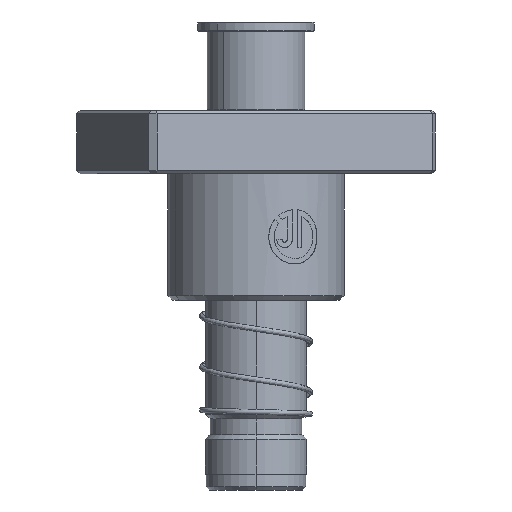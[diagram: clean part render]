
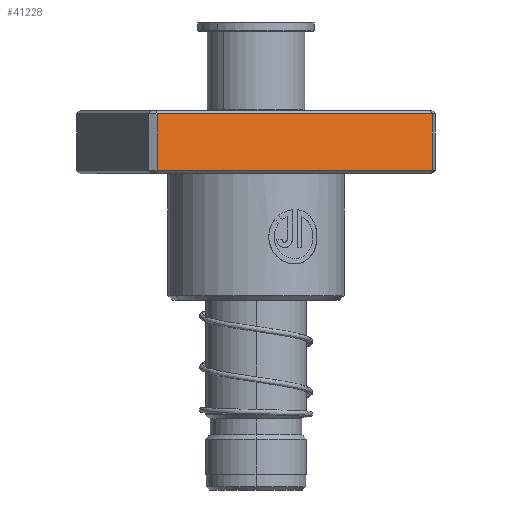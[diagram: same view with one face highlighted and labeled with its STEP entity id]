
A CAD part, left-side view. The second image highlights one B-rep face of the part: STEP entity #41228.
In plain terms, the highlighted face is planar.
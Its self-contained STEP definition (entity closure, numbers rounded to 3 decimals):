
#1501 = EDGE_LOOP ( 'NONE', ( #47228, #18628, #40863, #24065 ) ) ;
#2200 = CARTESIAN_POINT ( 'NONE',  ( -48., 29., 20. ) ) ;
#9005 = DIRECTION ( 'NONE',  ( -1., 0., 0. ) ) ;
#9193 = LINE ( 'NONE', #31844, #28444 ) ;
#9284 = LINE ( 'NONE', #41122, #29137 ) ;
#11114 = CARTESIAN_POINT ( 'NONE',  ( 48., 29., 1. ) ) ;
#11185 = DIRECTION ( 'NONE',  ( 0., 0., -1. ) ) ;
#13342 = VERTEX_POINT ( 'NONE', #30836 ) ;
#13562 = AXIS2_PLACEMENT_3D ( 'NONE', #2200, #14207, #38337 ) ;
#13610 = LINE ( 'NONE', #43721, #26663 ) ;
#14207 = DIRECTION ( 'NONE',  ( 0., -1., 0. ) ) ;
#18628 = ORIENTED_EDGE ( 'NONE', *, *, #35403, .T. ) ;
#19925 = DIRECTION ( 'NONE',  ( 0., 0., -1. ) ) ;
#22890 = VERTEX_POINT ( 'NONE', #39777 ) ;
#24065 = ORIENTED_EDGE ( 'NONE', *, *, #37336, .T. ) ;
#24791 = VECTOR ( 'NONE', #11185, 1000. ) ;
#24897 = VERTEX_POINT ( 'NONE', #38778 ) ;
#26154 = PLANE ( 'NONE',  #13562 ) ;
#26612 = CARTESIAN_POINT ( 'NONE',  ( 48., 29., 20. ) ) ;
#26663 = VECTOR ( 'NONE', #19925, 1000. ) ;
#27684 = FACE_OUTER_BOUND ( 'NONE', #1501, .T. ) ;
#28444 = VECTOR ( 'NONE', #39856, 1000. ) ;
#29137 = VECTOR ( 'NONE', #9005, 1000. ) ;
#30836 = CARTESIAN_POINT ( 'NONE',  ( 48., 29., 19. ) ) ;
#31844 = CARTESIAN_POINT ( 'NONE',  ( 48., 29., 19. ) ) ;
#33496 = EDGE_CURVE ( 'NONE', #13342, #47640, #35341, .T. ) ;
#35089 = EDGE_CURVE ( 'NONE', #22890, #24897, #13610, .T. ) ;
#35341 = LINE ( 'NONE', #26612, #24791 ) ;
#35403 = EDGE_CURVE ( 'NONE', #47640, #24897, #9284, .T. ) ;
#37336 = EDGE_CURVE ( 'NONE', #22890, #13342, #9193, .T. ) ;
#38337 = DIRECTION ( 'NONE',  ( 0., 0., -1. ) ) ;
#38778 = CARTESIAN_POINT ( 'NONE',  ( -48., 29., 1. ) ) ;
#39777 = CARTESIAN_POINT ( 'NONE',  ( -48., 29., 19. ) ) ;
#39856 = DIRECTION ( 'NONE',  ( 1., 0., 0. ) ) ;
#40863 = ORIENTED_EDGE ( 'NONE', *, *, #35089, .F. ) ;
#41122 = CARTESIAN_POINT ( 'NONE',  ( -48., 29., 1. ) ) ;
#41228 = ADVANCED_FACE ( 'NONE', ( #27684 ), #26154, .F. ) ;
#43721 = CARTESIAN_POINT ( 'NONE',  ( -48., 29., 20. ) ) ;
#47228 = ORIENTED_EDGE ( 'NONE', *, *, #33496, .T. ) ;
#47640 = VERTEX_POINT ( 'NONE', #11114 ) ;
